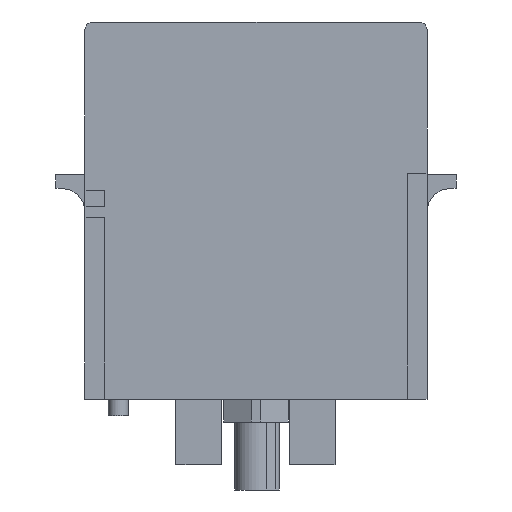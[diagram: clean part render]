
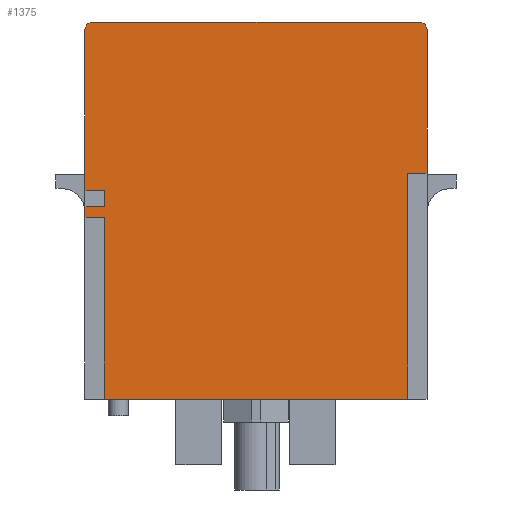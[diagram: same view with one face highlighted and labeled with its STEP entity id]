
A CAD part, left-side view. The second image highlights one B-rep face of the part: STEP entity #1375.
In plain terms, the highlighted planar face has unit normal (-1, 0, 0).
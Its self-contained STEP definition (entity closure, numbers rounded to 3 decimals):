
#1128=CIRCLE('',#5766,1.);
#1129=CIRCLE('',#5767,1.);
#1144=FACE_OUTER_BOUND('',#2584,.T.);
#1375=ADVANCED_FACE('',(#1144),#1616,.F.);
#1616=PLANE('',#5768);
#1820=LINE('',#7995,#2157);
#1839=LINE('',#8315,#2176);
#1840=LINE('',#8321,#2177);
#1841=LINE('',#8323,#2178);
#1842=LINE('',#8325,#2179);
#1843=LINE('',#8327,#2180);
#1844=LINE('',#8329,#2181);
#1845=LINE('',#8331,#2182);
#1846=LINE('',#8333,#2183);
#1847=LINE('',#8335,#2184);
#1848=LINE('',#8337,#2185);
#1849=LINE('',#8339,#2186);
#2157=VECTOR('',#6001,1.);
#2176=VECTOR('',#6034,1.);
#2177=VECTOR('',#6039,1.);
#2178=VECTOR('',#6040,1.);
#2179=VECTOR('',#6041,1.);
#2180=VECTOR('',#6042,1.);
#2181=VECTOR('',#6043,1.);
#2182=VECTOR('',#6044,1.);
#2183=VECTOR('',#6045,1.);
#2184=VECTOR('',#6046,1.);
#2185=VECTOR('',#6047,1.);
#2186=VECTOR('',#6048,1.);
#2584=EDGE_LOOP('',(#2989,#2990,#2991,#2992,#2993,#2994,#2995,#2996,#2997,
#2998,#2999,#3000,#3001,#3002));
#2989=ORIENTED_EDGE('',*,*,#4645,.F.);
#2990=ORIENTED_EDGE('',*,*,#4646,.T.);
#2991=ORIENTED_EDGE('',*,*,#4586,.T.);
#2992=ORIENTED_EDGE('',*,*,#4647,.T.);
#2993=ORIENTED_EDGE('',*,*,#4648,.T.);
#2994=ORIENTED_EDGE('',*,*,#4649,.F.);
#2995=ORIENTED_EDGE('',*,*,#4650,.T.);
#2996=ORIENTED_EDGE('',*,*,#4651,.F.);
#2997=ORIENTED_EDGE('',*,*,#4652,.F.);
#2998=ORIENTED_EDGE('',*,*,#4653,.T.);
#2999=ORIENTED_EDGE('',*,*,#4654,.T.);
#3000=ORIENTED_EDGE('',*,*,#4655,.F.);
#3001=ORIENTED_EDGE('',*,*,#4656,.F.);
#3002=ORIENTED_EDGE('',*,*,#4657,.F.);
#4167=VERTEX_POINT('',#7989);
#4170=VERTEX_POINT('',#7994);
#4225=VERTEX_POINT('',#8316);
#4226=VERTEX_POINT('',#8317);
#4227=VERTEX_POINT('',#8320);
#4228=VERTEX_POINT('',#8322);
#4229=VERTEX_POINT('',#8324);
#4230=VERTEX_POINT('',#8326);
#4231=VERTEX_POINT('',#8328);
#4232=VERTEX_POINT('',#8330);
#4233=VERTEX_POINT('',#8332);
#4234=VERTEX_POINT('',#8334);
#4235=VERTEX_POINT('',#8336);
#4236=VERTEX_POINT('',#8338);
#4586=EDGE_CURVE('',#4167,#4170,#1820,.T.);
#4645=EDGE_CURVE('',#4225,#4226,#1839,.T.);
#4646=EDGE_CURVE('',#4225,#4167,#1128,.T.);
#4647=EDGE_CURVE('',#4170,#4227,#1129,.T.);
#4648=EDGE_CURVE('',#4227,#4228,#1840,.T.);
#4649=EDGE_CURVE('',#4229,#4228,#1841,.T.);
#4650=EDGE_CURVE('',#4229,#4230,#1842,.T.);
#4651=EDGE_CURVE('',#4231,#4230,#1843,.T.);
#4652=EDGE_CURVE('',#4232,#4231,#1844,.T.);
#4653=EDGE_CURVE('',#4232,#4233,#1845,.T.);
#4654=EDGE_CURVE('',#4233,#4234,#1846,.T.);
#4655=EDGE_CURVE('',#4235,#4234,#1847,.T.);
#4656=EDGE_CURVE('',#4236,#4235,#1848,.T.);
#4657=EDGE_CURVE('',#4226,#4236,#1849,.T.);
#5766=AXIS2_PLACEMENT_3D('',#8318,#6035,#6036);
#5767=AXIS2_PLACEMENT_3D('',#8319,#6037,#6038);
#5768=AXIS2_PLACEMENT_3D('',#8340,#6049,#6050);
#6001=DIRECTION('',(0.,1.,0.));
#6034=DIRECTION('',(0.,0.,-1.));
#6035=DIRECTION('',(-1.,0.,0.));
#6036=DIRECTION('',(0.,-1.,0.));
#6037=DIRECTION('',(-1.,0.,0.));
#6038=DIRECTION('',(0.,-1.,0.));
#6039=DIRECTION('',(0.,0.,-1.));
#6040=DIRECTION('',(0.,1.,0.));
#6041=DIRECTION('',(0.,0.,-1.));
#6042=DIRECTION('',(0.,-1.,0.));
#6043=DIRECTION('',(0.,0.,1.));
#6044=DIRECTION('',(0.,-1.,0.));
#6045=DIRECTION('',(0.,0.,-1.));
#6046=DIRECTION('',(0.,1.,0.));
#6047=DIRECTION('',(0.,0.,-1.));
#6048=DIRECTION('',(0.,1.,0.));
#6049=DIRECTION('',(1.,0.,0.));
#6050=DIRECTION('',(0.,1.,0.));
#7989=CARTESIAN_POINT('',(0.,4.8,61.3));
#7994=CARTESIAN_POINT('',(0.,47.6,61.3));
#7995=CARTESIAN_POINT('',(0.,13.699,61.3));
#8315=CARTESIAN_POINT('',(0.,3.8,16.158));
#8316=CARTESIAN_POINT('',(0.,3.8,60.3));
#8317=CARTESIAN_POINT('',(0.,3.8,41.5));
#8318=CARTESIAN_POINT('',(0.,4.8,60.3));
#8319=CARTESIAN_POINT('',(0.,47.6,60.3));
#8320=CARTESIAN_POINT('',(0.,48.6,60.3));
#8321=CARTESIAN_POINT('',(0.,48.6,36.1));
#8322=CARTESIAN_POINT('',(0.,48.6,39.254));
#8323=CARTESIAN_POINT('',(0.,47.325,39.254));
#8324=CARTESIAN_POINT('',(0.,46.05,39.254));
#8325=CARTESIAN_POINT('',(0.,46.05,29.048));
#8326=CARTESIAN_POINT('',(0.,46.05,37.104));
#8327=CARTESIAN_POINT('',(0.,47.325,37.104));
#8328=CARTESIAN_POINT('',(0.,48.6,37.104));
#8329=CARTESIAN_POINT('',(0.,48.6,29.048));
#8330=CARTESIAN_POINT('',(0.,48.6,35.704));
#8331=CARTESIAN_POINT('',(0.,13.699,35.704));
#8332=CARTESIAN_POINT('',(0.,46.05,35.704));
#8333=CARTESIAN_POINT('',(0.,46.05,29.048));
#8334=CARTESIAN_POINT('',(0.,46.05,11.9));
#8335=CARTESIAN_POINT('',(0.,39.485,11.9));
#8336=CARTESIAN_POINT('',(0.,6.35,11.9));
#8337=CARTESIAN_POINT('',(0.,6.35,16.158));
#8338=CARTESIAN_POINT('',(0.,6.35,41.5));
#8339=CARTESIAN_POINT('',(0.,39.485,41.5));
#8340=CARTESIAN_POINT('',(0.,13.699,29.048));
